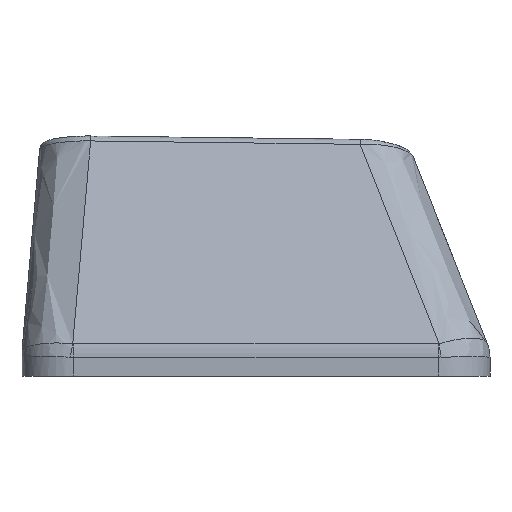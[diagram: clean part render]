
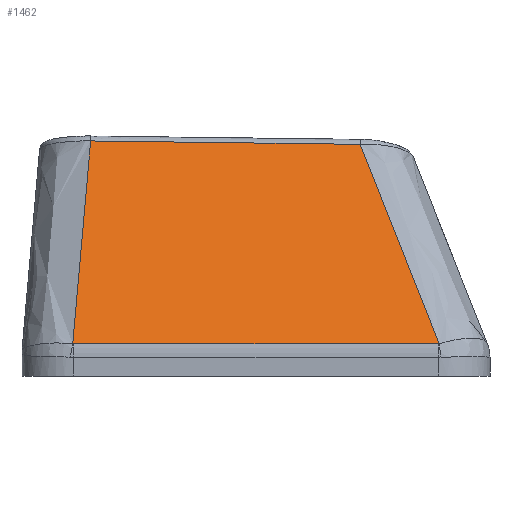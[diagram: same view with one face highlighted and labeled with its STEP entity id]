
A CAD part, left-side view. The second image highlights one B-rep face of the part: STEP entity #1462.
In plain terms, the highlighted free-form (B-spline) face has degree [3, 3] with [4, 4] control points.
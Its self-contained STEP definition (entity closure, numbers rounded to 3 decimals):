
#229=FACE_OUTER_BOUND('',#315,.T.);
#315=EDGE_LOOP('',(#1067,#1068,#1069,#1070,#1071,#1072));
#445=B_SPLINE_CURVE_WITH_KNOTS('',3,(#2921,#2922,#2923,#2924),
 .UNSPECIFIED.,.F.,.F.,(4,4),(0.,0.003),.UNSPECIFIED.);
#447=B_SPLINE_CURVE_WITH_KNOTS('',3,(#2948,#2949,#2950,#2951),
 .UNSPECIFIED.,.F.,.F.,(4,4),(0.,1.416),.UNSPECIFIED.);
#449=B_SPLINE_CURVE_WITH_KNOTS('',3,(#2975,#2976,#2977,#2978),
 .UNSPECIFIED.,.F.,.F.,(4,4),(0.,0.003),.UNSPECIFIED.);
#452=B_SPLINE_CURVE_WITH_KNOTS('',3,(#3074,#3075,#3076,#3077),
 .UNSPECIFIED.,.F.,.F.,(4,4),(0.032,0.914),
 .UNSPECIFIED.);
#453=B_SPLINE_CURVE_WITH_KNOTS('',3,(#3079,#3080,#3081,#3082),
 .UNSPECIFIED.,.F.,.F.,(4,4),(-1.046,0.),
 .UNSPECIFIED.);
#454=B_SPLINE_CURVE_WITH_KNOTS('',3,(#3083,#3084,#3085,#3086),
 .UNSPECIFIED.,.F.,.F.,(4,4),(-0.869,-0.026),
 .UNSPECIFIED.);
#587=VERTEX_POINT('',#2880);
#589=VERTEX_POINT('',#2919);
#591=VERTEX_POINT('',#2946);
#593=VERTEX_POINT('',#2973);
#600=VERTEX_POINT('',#3073);
#601=VERTEX_POINT('',#3078);
#761=EDGE_CURVE('',#589,#587,#445,.T.);
#764=EDGE_CURVE('',#591,#589,#447,.T.);
#767=EDGE_CURVE('',#593,#591,#449,.T.);
#779=EDGE_CURVE('',#600,#593,#452,.T.);
#780=EDGE_CURVE('',#601,#600,#453,.T.);
#781=EDGE_CURVE('',#587,#601,#454,.T.);
#1067=ORIENTED_EDGE('',*,*,#761,.F.);
#1068=ORIENTED_EDGE('',*,*,#764,.F.);
#1069=ORIENTED_EDGE('',*,*,#767,.F.);
#1070=ORIENTED_EDGE('',*,*,#779,.F.);
#1071=ORIENTED_EDGE('',*,*,#780,.F.);
#1072=ORIENTED_EDGE('',*,*,#781,.F.);
#1409=B_SPLINE_SURFACE_WITH_KNOTS('',3,3,((#3057,#3058,#3059,#3060),(#3061,
#3062,#3063,#3064),(#3065,#3066,#3067,#3068),(#3069,#3070,#3071,#3072)),
 .UNSPECIFIED.,.F.,.F.,.F.,(4,4),(4,4),(0.104,0.892),
(0.029,0.97),.UNSPECIFIED.);
#1462=ADVANCED_FACE('',(#229),#1409,.T.);
#2880=CARTESIAN_POINT('',(-8.986,7.111,0.255));
#2919=CARTESIAN_POINT('',(-8.987,7.08,0.253));
#2921=CARTESIAN_POINT('Ctrl Pts',(-8.987,7.08,0.253));
#2922=CARTESIAN_POINT('Ctrl Pts',(-8.987,7.091,0.253));
#2923=CARTESIAN_POINT('Ctrl Pts',(-8.986,7.101,0.254));
#2924=CARTESIAN_POINT('Ctrl Pts',(-8.986,7.111,0.255));
#2946=CARTESIAN_POINT('',(-8.984,-7.081,0.255));
#2948=CARTESIAN_POINT('Ctrl Pts',(-8.984,-7.081,0.255));
#2949=CARTESIAN_POINT('Ctrl Pts',(-8.985,-2.36,0.255));
#2950=CARTESIAN_POINT('Ctrl Pts',(-8.986,2.36,0.254));
#2951=CARTESIAN_POINT('Ctrl Pts',(-8.987,7.08,0.253));
#2973=CARTESIAN_POINT('',(-8.984,-7.106,0.257));
#2975=CARTESIAN_POINT('Ctrl Pts',(-8.984,-7.106,0.257));
#2976=CARTESIAN_POINT('Ctrl Pts',(-8.984,-7.098,0.256));
#2977=CARTESIAN_POINT('Ctrl Pts',(-8.984,-7.089,0.255));
#2978=CARTESIAN_POINT('Ctrl Pts',(-8.984,-7.081,0.255));
#3057=CARTESIAN_POINT('Ctrl Pts',(-6.06,-4.418,8.028));
#3058=CARTESIAN_POINT('Ctrl Pts',(-7.036,-5.315,5.435));
#3059=CARTESIAN_POINT('Ctrl Pts',(-8.011,-6.212,2.843));
#3060=CARTESIAN_POINT('Ctrl Pts',(-8.987,-7.109,0.25));
#3061=CARTESIAN_POINT('Ctrl Pts',(-6.06,-0.669,
8.062));
#3062=CARTESIAN_POINT('Ctrl Pts',(-7.036,-1.236,5.458));
#3063=CARTESIAN_POINT('Ctrl Pts',(-8.011,-1.802,2.854));
#3064=CARTESIAN_POINT('Ctrl Pts',(-8.987,-2.369,0.251));
#3065=CARTESIAN_POINT('Ctrl Pts',(-6.06,3.08,8.095));
#3066=CARTESIAN_POINT('Ctrl Pts',(-7.036,2.844,5.481));
#3067=CARTESIAN_POINT('Ctrl Pts',(-8.011,2.607,2.866));
#3068=CARTESIAN_POINT('Ctrl Pts',(-8.987,2.371,0.252));
#3069=CARTESIAN_POINT('Ctrl Pts',(-6.06,6.828,8.128));
#3070=CARTESIAN_POINT('Ctrl Pts',(-7.036,6.923,5.503));
#3071=CARTESIAN_POINT('Ctrl Pts',(-8.011,7.017,2.878));
#3072=CARTESIAN_POINT('Ctrl Pts',(-8.987,7.111,0.253));
#3073=CARTESIAN_POINT('',(-6.075,-4.042,7.993));
#3074=CARTESIAN_POINT('Ctrl Pts',(-6.075,-4.042,7.993));
#3075=CARTESIAN_POINT('Ctrl Pts',(-7.044,-5.063,5.414));
#3076=CARTESIAN_POINT('Ctrl Pts',(-8.014,-6.085,2.836));
#3077=CARTESIAN_POINT('Ctrl Pts',(-8.984,-7.106,0.257));
#3078=CARTESIAN_POINT('',(-6.06,6.417,8.125));
#3079=CARTESIAN_POINT('Ctrl Pts',(-6.06,6.417,8.125));
#3080=CARTESIAN_POINT('Ctrl Pts',(-6.065,2.93,8.081));
#3081=CARTESIAN_POINT('Ctrl Pts',(-6.07,-0.556,8.038));
#3082=CARTESIAN_POINT('Ctrl Pts',(-6.075,-4.042,7.993));
#3083=CARTESIAN_POINT('Ctrl Pts',(-8.986,7.111,0.255));
#3084=CARTESIAN_POINT('Ctrl Pts',(-8.011,6.88,2.879));
#3085=CARTESIAN_POINT('Ctrl Pts',(-7.036,6.649,5.502));
#3086=CARTESIAN_POINT('Ctrl Pts',(-6.06,6.417,8.125));
